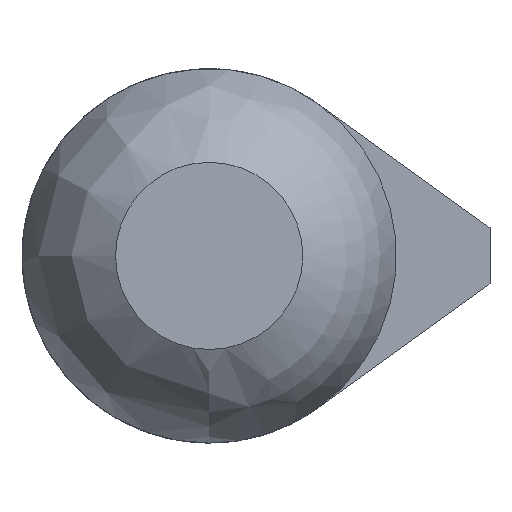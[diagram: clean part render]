
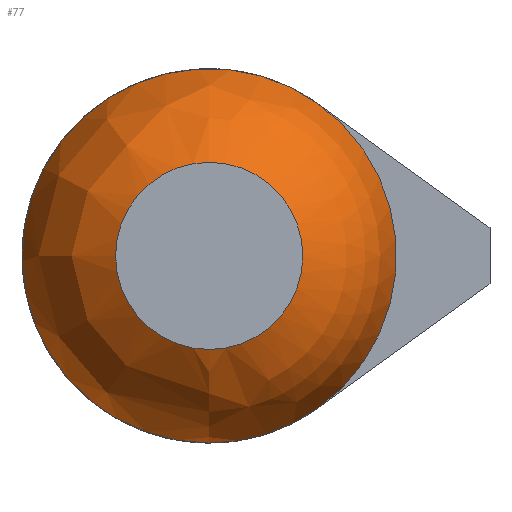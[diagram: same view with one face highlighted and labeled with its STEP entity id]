
A CAD part, front view. The second image highlights one B-rep face of the part: STEP entity #77.
In plain terms, the highlighted free-form (B-spline) face has degree [3, 3] with [4, 7] control points.
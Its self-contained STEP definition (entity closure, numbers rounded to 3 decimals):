
#77 = ADVANCED_FACE( '', ( #159, #160 ), #161, .T. );
#159 = FACE_OUTER_BOUND( '', #273, .T. );
#160 = FACE_OUTER_BOUND( '', #274, .T. );
#161 = ( BOUNDED_SURFACE(  )B_SPLINE_SURFACE( 3, 3, ( ( #277, #278, #279, #280, #281, #282, #283 ), ( #284, #285, #286, #287, #288, #289, #290 ), ( #291, #292, #293, #294, #295, #296, #297 ), ( #298, #299, #300, #301, #302, #303, #304 ) ), .UNSPECIFIED., .F., .T., .F. )B_SPLINE_SURFACE_WITH_KNOTS( ( 4, 4 ), ( 4, 3, 4 ), ( 0., 6.283 ), ( 0.152, 0.656, 1.159 ), .UNSPECIFIED. )GEOMETRIC_REPRESENTATION_ITEM(  )RATIONAL_B_SPLINE_SURFACE( ( ( 1., 0.333, 0.333, 1., 0.333, 0.333, 1. ), ( 0.917, 0.306, 0.306, 0.917, 0.306, 0.306, 0.917 ), ( 0.917, 0.306, 0.306, 0.917, 0.306, 0.306, 0.917 ), ( 1., 0.333, 0.333, 1., 0.333, 0.333, 1. ) ) )REPRESENTATION_ITEM( '' )SURFACE(  ) );
#273 = EDGE_LOOP( '', ( #440, #441 ) );
#274 = EDGE_LOOP( '', ( #442 ) );
#277 = CARTESIAN_POINT( '', ( 0., -73.75, -5. ) );
#278 = CARTESIAN_POINT( '', ( 10., -73.75, -5. ) );
#279 = CARTESIAN_POINT( '', ( 10., -73.75, 5. ) );
#280 = CARTESIAN_POINT( '', ( 0., -73.75, 5. ) );
#281 = CARTESIAN_POINT( '', ( -10., -73.75, 5. ) );
#282 = CARTESIAN_POINT( '', ( -10., -73.75, -5. ) );
#283 = CARTESIAN_POINT( '', ( 0., -73.75, -5. ) );
#284 = CARTESIAN_POINT( '', ( 0., -72.557, -7.731 ) );
#285 = CARTESIAN_POINT( '', ( 15.462, -72.557, -7.731 ) );
#286 = CARTESIAN_POINT( '', ( 15.462, -72.557, 7.731 ) );
#287 = CARTESIAN_POINT( '', ( 0., -72.557, 7.731 ) );
#288 = CARTESIAN_POINT( '', ( -15.462, -72.557, 7.731 ) );
#289 = CARTESIAN_POINT( '', ( -15.462, -72.557, -7.731 ) );
#290 = CARTESIAN_POINT( '', ( 0., -72.557, -7.731 ) );
#291 = CARTESIAN_POINT( '', ( 0., -70.195, -9.548 ) );
#292 = CARTESIAN_POINT( '', ( 19.096, -70.195, -9.548 ) );
#293 = CARTESIAN_POINT( '', ( 19.096, -70.195, 9.548 ) );
#294 = CARTESIAN_POINT( '', ( 0., -70.195, 9.548 ) );
#295 = CARTESIAN_POINT( '', ( -19.096, -70.195, 9.548 ) );
#296 = CARTESIAN_POINT( '', ( -19.096, -70.195, -9.548 ) );
#297 = CARTESIAN_POINT( '', ( 0., -70.195, -9.548 ) );
#298 = CARTESIAN_POINT( '', ( 0., -67.25, -10. ) );
#299 = CARTESIAN_POINT( '', ( 20., -67.25, -10. ) );
#300 = CARTESIAN_POINT( '', ( 20., -67.25, 10. ) );
#301 = CARTESIAN_POINT( '', ( 0., -67.25, 10. ) );
#302 = CARTESIAN_POINT( '', ( -20., -67.25, 10. ) );
#303 = CARTESIAN_POINT( '', ( -20., -67.25, -10. ) );
#304 = CARTESIAN_POINT( '', ( 0., -67.25, -10. ) );
#440 = ORIENTED_EDGE( '', *, *, #491, .F. );
#441 = ORIENTED_EDGE( '', *, *, #476, .F. );
#442 = ORIENTED_EDGE( '', *, *, #519, .F. );
#476 = EDGE_CURVE( '', #534, #536, #537, .T. );
#491 = EDGE_CURVE( '', #536, #534, #556, .T. );
#519 = EDGE_CURVE( '', #596, #596, #597, .T. );
#534 = VERTEX_POINT( '', #612 );
#536 = VERTEX_POINT( '', #615 );
#537 = CIRCLE( '', #616, 10. );
#556 = CIRCLE( '', #639, 10. );
#596 = VERTEX_POINT( '', #693 );
#597 = CIRCLE( '', #694, 5. );
#612 = CARTESIAN_POINT( '', ( 5.856, -67.25, -8.106 ) );
#615 = CARTESIAN_POINT( '', ( 5.856, -67.25, 8.106 ) );
#616 = AXIS2_PLACEMENT_3D( '', #711, #712, #713 );
#639 = AXIS2_PLACEMENT_3D( '', #727, #728, #729 );
#693 = CARTESIAN_POINT( '', ( 0., -73.75, -5. ) );
#694 = AXIS2_PLACEMENT_3D( '', #756, #757, #758 );
#711 = CARTESIAN_POINT( '', ( 0., -67.25, 0. ) );
#712 = DIRECTION( '', ( 0., 1., 0. ) );
#713 = DIRECTION( '', ( 1., 0., 0. ) );
#727 = CARTESIAN_POINT( '', ( 0., -67.25, 0. ) );
#728 = DIRECTION( '', ( 0., 1., 0. ) );
#729 = DIRECTION( '', ( 0., 0., 1. ) );
#756 = CARTESIAN_POINT( '', ( 0., -73.75, 0. ) );
#757 = DIRECTION( '', ( 0., -1., 0. ) );
#758 = DIRECTION( '', ( 0., 0., -1. ) );
